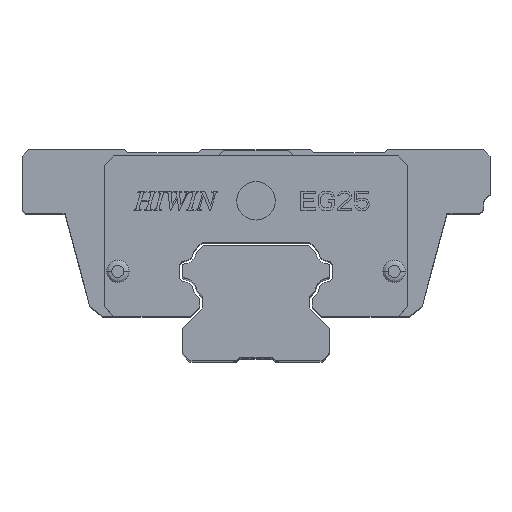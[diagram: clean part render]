
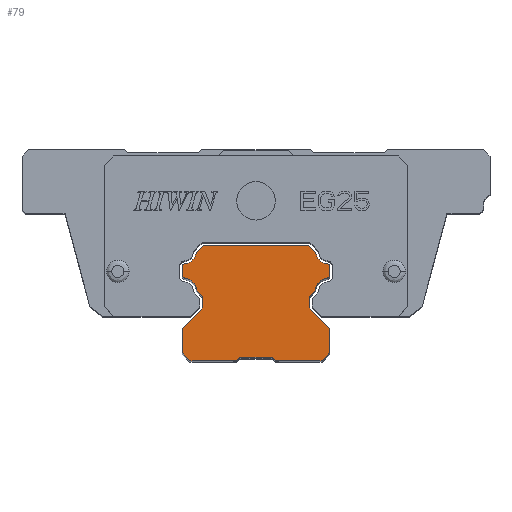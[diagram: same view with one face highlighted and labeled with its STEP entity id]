
A CAD part, top view. The second image highlights one B-rep face of the part: STEP entity #79.
In plain terms, the highlighted planar face has unit normal (0, 0, 1).
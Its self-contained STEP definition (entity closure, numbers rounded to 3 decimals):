
#79=ADVANCED_FACE('',(#579),#580,.T.);
#579=FACE_OUTER_BOUND('',#1566,.T.);
#580=PLANE('',#1567);
#1566=EDGE_LOOP('',(#3037,#3038,#3039,#3040,#3041,#3042,#3043,#3044,#3045,#3046,#3047,#3048,#3049,#3050,#3051,#3052,#3053,#3054,#3055,#3056,#3057,#3058,#3059,#3060,#3061,#3062,#3063,#3064));
#1567=AXIS2_PLACEMENT_3D('',#3065,#3066,#3067);
#3037=ORIENTED_EDGE('',*,*,#7174,.F.);
#3038=ORIENTED_EDGE('',*,*,#7171,.F.);
#3039=ORIENTED_EDGE('',*,*,#7162,.F.);
#3040=ORIENTED_EDGE('',*,*,#7159,.F.);
#3041=ORIENTED_EDGE('',*,*,#7156,.F.);
#3042=ORIENTED_EDGE('',*,*,#7154,.F.);
#3043=ORIENTED_EDGE('',*,*,#7150,.F.);
#3044=ORIENTED_EDGE('',*,*,#7133,.F.);
#3045=ORIENTED_EDGE('',*,*,#7148,.F.);
#3046=ORIENTED_EDGE('',*,*,#7145,.F.);
#3047=ORIENTED_EDGE('',*,*,#7142,.F.);
#3048=ORIENTED_EDGE('',*,*,#7139,.F.);
#3049=ORIENTED_EDGE('',*,*,#7203,.F.);
#3050=ORIENTED_EDGE('',*,*,#7204,.F.);
#3051=ORIENTED_EDGE('',*,*,#7205,.F.);
#3052=ORIENTED_EDGE('',*,*,#7206,.F.);
#3053=ORIENTED_EDGE('',*,*,#7207,.F.);
#3054=ORIENTED_EDGE('',*,*,#7208,.F.);
#3055=ORIENTED_EDGE('',*,*,#7209,.F.);
#3056=ORIENTED_EDGE('',*,*,#7210,.F.);
#3057=ORIENTED_EDGE('',*,*,#7211,.F.);
#3058=ORIENTED_EDGE('',*,*,#7190,.F.);
#3059=ORIENTED_EDGE('',*,*,#7188,.F.);
#3060=ORIENTED_EDGE('',*,*,#7185,.F.);
#3061=ORIENTED_EDGE('',*,*,#7182,.F.);
#3062=ORIENTED_EDGE('',*,*,#7180,.F.);
#3063=ORIENTED_EDGE('',*,*,#7176,.F.);
#3064=ORIENTED_EDGE('',*,*,#7128,.F.);
#3065=CARTESIAN_POINT('',(-36.5,15.0,60.0));
#3066=DIRECTION('',(0.0,0.0,1.0));
#3067=DIRECTION('',(1.0,0.0,0.0));
#7128=EDGE_CURVE('',#8589,#8591,#8592,.T.);
#7133=EDGE_CURVE('',#8599,#8601,#8602,.T.);
#7139=EDGE_CURVE('',#8611,#8613,#8614,.T.);
#7142=EDGE_CURVE('',#8613,#8618,#8619,.T.);
#7145=EDGE_CURVE('',#8618,#8623,#8624,.T.);
#7148=EDGE_CURVE('',#8623,#8599,#8627,.T.);
#7150=EDGE_CURVE('',#8601,#8630,#8631,.T.);
#7154=EDGE_CURVE('',#8630,#8634,#8637,.T.);
#7156=EDGE_CURVE('',#8634,#8640,#8641,.T.);
#7159=EDGE_CURVE('',#8640,#8645,#8646,.T.);
#7162=EDGE_CURVE('',#8645,#8650,#8651,.T.);
#7171=EDGE_CURVE('',#8650,#8667,#8668,.T.);
#7174=EDGE_CURVE('',#8667,#8589,#8671,.T.);
#7176=EDGE_CURVE('',#8591,#8674,#8675,.T.);
#7180=EDGE_CURVE('',#8674,#8678,#8681,.T.);
#7182=EDGE_CURVE('',#8678,#8684,#8685,.T.);
#7185=EDGE_CURVE('',#8684,#8689,#8690,.T.);
#7188=EDGE_CURVE('',#8689,#8694,#8695,.T.);
#7190=EDGE_CURVE('',#8694,#8697,#8698,.T.);
#7203=EDGE_CURVE('',#8719,#8611,#8721,.T.);
#7204=EDGE_CURVE('',#8722,#8719,#8723,.T.);
#7205=EDGE_CURVE('',#8724,#8722,#8725,.T.);
#7206=EDGE_CURVE('',#8726,#8724,#8727,.T.);
#7207=EDGE_CURVE('',#8728,#8726,#8729,.T.);
#7208=EDGE_CURVE('',#8730,#8728,#8731,.T.);
#7209=EDGE_CURVE('',#8732,#8730,#8733,.T.);
#7210=EDGE_CURVE('',#8734,#8732,#8735,.T.);
#7211=EDGE_CURVE('',#8697,#8734,#8736,.T.);
#8589=VERTEX_POINT('',#10891);
#8591=VERTEX_POINT('',#10894);
#8592=CIRCLE('',#10895,0.5);
#8599=VERTEX_POINT('',#10904);
#8601=VERTEX_POINT('',#10907);
#8602=CIRCLE('',#10908,0.5);
#8611=VERTEX_POINT('',#10920);
#8613=VERTEX_POINT('',#10923);
#8614=LINE('',#10924,#10925);
#8618=VERTEX_POINT('',#10931);
#8619=LINE('',#10932,#10933);
#8623=VERTEX_POINT('',#10939);
#8624=LINE('',#10940,#10941);
#8627=CIRCLE('',#10945,2.0);
#8630=VERTEX_POINT('',#10949);
#8631=LINE('',#10950,#10951);
#8634=VERTEX_POINT('',#10955);
#8637=CIRCLE('',#10959,0.5);
#8640=VERTEX_POINT('',#10962);
#8641=CIRCLE('',#10963,2.0);
#8645=VERTEX_POINT('',#10969);
#8646=LINE('',#10970,#10971);
#8650=VERTEX_POINT('',#10977);
#8651=LINE('',#10978,#10979);
#8667=VERTEX_POINT('',#10997);
#8668=LINE('',#10998,#10999);
#8671=CIRCLE('',#11003,2.0);
#8674=VERTEX_POINT('',#11007);
#8675=LINE('',#11008,#11009);
#8678=VERTEX_POINT('',#11013);
#8681=CIRCLE('',#11017,0.5);
#8684=VERTEX_POINT('',#11020);
#8685=CIRCLE('',#11021,2.0);
#8689=VERTEX_POINT('',#11027);
#8690=LINE('',#11028,#11029);
#8694=VERTEX_POINT('',#11035);
#8695=LINE('',#11036,#11037);
#8697=VERTEX_POINT('',#11040);
#8698=LINE('',#11041,#11042);
#8719=VERTEX_POINT('',#11074);
#8721=LINE('',#11077,#11078);
#8722=VERTEX_POINT('',#11079);
#8723=LINE('',#11080,#11081);
#8724=VERTEX_POINT('',#11082);
#8725=LINE('',#11083,#11084);
#8726=VERTEX_POINT('',#11085);
#8727=LINE('',#11086,#11087);
#8728=VERTEX_POINT('',#11088);
#8729=LINE('',#11089,#11090);
#8730=VERTEX_POINT('',#11091);
#8731=LINE('',#11092,#11093);
#8732=VERTEX_POINT('',#11094);
#8733=LINE('',#11095,#11096);
#8734=VERTEX_POINT('',#11097);
#8735=LINE('',#11098,#11099);
#8736=LINE('',#11100,#11101);
#10891=CARTESIAN_POINT('',(11.06,-2.868,60.0));
#10894=CARTESIAN_POINT('',(11.5,-3.365,60.0));
#10895=AXIS2_PLACEMENT_3D('',#14864,#14865,#14866);
#10904=CARTESIAN_POINT('',(-11.06,-5.15,60.0));
#10907=CARTESIAN_POINT('',(-11.5,-4.654,60.0));
#10908=AXIS2_PLACEMENT_3D('',#14873,#14874,#14875);
#10920=CARTESIAN_POINT('',(-11.5,-13.0,60.0));
#10923=CARTESIAN_POINT('',(-8.3,-9.8,60.0));
#10924=CARTESIAN_POINT('',(-11.5,-13.0,60.0));
#10925=VECTOR('',#14883,4.525);
#10931=CARTESIAN_POINT('',(-8.3,-8.0,60.0));
#10932=CARTESIAN_POINT('',(-8.3,-9.8,60.0));
#10933=VECTOR('',#14886,1.8);
#10939=CARTESIAN_POINT('',(-9.305,-6.995,60.0));
#10940=CARTESIAN_POINT('',(-8.3,-8.0,60.0));
#10941=VECTOR('',#14889,1.421);
#10945=AXIS2_PLACEMENT_3D('',#14894,#14895,#14896);
#10949=CARTESIAN_POINT('',(-11.5,-3.365,60.0));
#10950=CARTESIAN_POINT('',(-11.5,-4.654,60.0));
#10951=VECTOR('',#14898,1.289);
#10955=CARTESIAN_POINT('',(-11.06,-2.868,60.0));
#10959=AXIS2_PLACEMENT_3D('',#14904,#14905,#14906);
#10962=CARTESIAN_POINT('',(-9.314,-1.118,60.0));
#10963=AXIS2_PLACEMENT_3D('',#14910,#14911,#14912);
#10969=CARTESIAN_POINT('',(-8.196,0.0,60.0));
#10970=CARTESIAN_POINT('',(-9.314,-1.118,60.0));
#10971=VECTOR('',#14915,1.581);
#10977=CARTESIAN_POINT('',(8.196,0.0,60.0));
#10978=CARTESIAN_POINT('',(-8.196,0.0,60.0));
#10979=VECTOR('',#14918,16.392);
#10997=CARTESIAN_POINT('',(9.314,-1.118,60.0));
#10998=CARTESIAN_POINT('',(8.196,0.0,60.0));
#10999=VECTOR('',#14939,1.581);
#11003=AXIS2_PLACEMENT_3D('',#14944,#14945,#14946);
#11007=CARTESIAN_POINT('',(11.5,-4.654,60.0));
#11008=CARTESIAN_POINT('',(11.5,-3.365,60.0));
#11009=VECTOR('',#14948,1.289);
#11013=CARTESIAN_POINT('',(11.06,-5.15,60.0));
#11017=AXIS2_PLACEMENT_3D('',#14954,#14955,#14956);
#11020=CARTESIAN_POINT('',(9.305,-6.995,60.0));
#11021=AXIS2_PLACEMENT_3D('',#14960,#14961,#14962);
#11027=CARTESIAN_POINT('',(8.3,-8.0,60.0));
#11028=CARTESIAN_POINT('',(9.305,-6.995,60.0));
#11029=VECTOR('',#14965,1.421);
#11035=CARTESIAN_POINT('',(8.3,-9.8,60.0));
#11036=CARTESIAN_POINT('',(8.3,-8.0,60.0));
#11037=VECTOR('',#14968,1.8);
#11040=CARTESIAN_POINT('',(11.5,-13.0,60.0));
#11041=CARTESIAN_POINT('',(8.3,-9.8,60.0));
#11042=VECTOR('',#14970,4.525);
#11074=CARTESIAN_POINT('',(-11.5,-16.8,60.0));
#11077=CARTESIAN_POINT('',(-11.5,-16.8,60.0));
#11078=VECTOR('',#14983,3.8);
#11079=CARTESIAN_POINT('',(-10.3,-18.0,60.0));
#11080=CARTESIAN_POINT('',(-10.3,-18.0,60.0));
#11081=VECTOR('',#14984,1.697);
#11082=CARTESIAN_POINT('',(-3.0,-18.0,60.0));
#11083=CARTESIAN_POINT('',(-3.0,-18.0,60.0));
#11084=VECTOR('',#14985,7.3);
#11085=CARTESIAN_POINT('',(-2.5,-17.5,60.0));
#11086=CARTESIAN_POINT('',(-2.5,-17.5,60.0));
#11087=VECTOR('',#14986,0.707);
#11088=CARTESIAN_POINT('',(2.5,-17.5,60.0));
#11089=CARTESIAN_POINT('',(2.5,-17.5,60.0));
#11090=VECTOR('',#14987,5.0);
#11091=CARTESIAN_POINT('',(3.0,-18.0,60.0));
#11092=CARTESIAN_POINT('',(3.0,-18.0,60.0));
#11093=VECTOR('',#14988,0.707);
#11094=CARTESIAN_POINT('',(10.3,-18.0,60.0));
#11095=CARTESIAN_POINT('',(10.3,-18.0,60.0));
#11096=VECTOR('',#14989,7.3);
#11097=CARTESIAN_POINT('',(11.5,-16.8,60.0));
#11098=CARTESIAN_POINT('',(11.5,-16.8,60.0));
#11099=VECTOR('',#14990,1.697);
#11100=CARTESIAN_POINT('',(11.5,-13.0,60.0));
#11101=VECTOR('',#14991,3.8);
#14864=CARTESIAN_POINT('',(11.0,-3.365,60.0));
#14865=DIRECTION('',(0.0,0.0,-1.0));
#14866=DIRECTION('',(0.12,0.993,0.0));
#14873=CARTESIAN_POINT('',(-11.0,-4.654,60.0));
#14874=DIRECTION('',(-0.0,0.0,-1.0));
#14875=DIRECTION('',(-0.12,-0.993,0.0));
#14883=DIRECTION('',(0.707,0.707,0.0));
#14886=DIRECTION('',(0.0,1.0,0.0));
#14889=DIRECTION('',(-0.707,0.707,0.0));
#14894=CARTESIAN_POINT('',(-11.3,-7.136,60.0));
#14895=DIRECTION('',(0.0,-0.0,1.0));
#14896=DIRECTION('',(0.998,0.07,0.0));
#14898=DIRECTION('',(0.,1.0,0.0));
#14904=CARTESIAN_POINT('',(-11.0,-3.365,60.0));
#14905=DIRECTION('',(0.0,0.0,-1.0));
#14906=DIRECTION('',(-1.,0.,0.0));
#14910=CARTESIAN_POINT('',(-11.3,-0.883,60.0));
#14911=DIRECTION('',(0.0,0.0,1.0));
#14912=DIRECTION('',(0.12,-0.993,0.0));
#14915=DIRECTION('',(0.707,0.707,0.0));
#14918=DIRECTION('',(1.0,0.0,0.0));
#14939=DIRECTION('',(0.707,-0.707,0.0));
#14944=CARTESIAN_POINT('',(11.3,-0.883,60.0));
#14945=DIRECTION('',(0.0,0.0,1.0));
#14946=DIRECTION('',(-0.993,-0.118,0.0));
#14948=DIRECTION('',(0.,-1.0,0.0));
#14954=CARTESIAN_POINT('',(11.0,-4.654,60.0));
#14955=DIRECTION('',(0.0,0.0,-1.0));
#14956=DIRECTION('',(1.,0.,0.0));
#14960=CARTESIAN_POINT('',(11.3,-7.136,60.0));
#14961=DIRECTION('',(0.0,0.0,1.0));
#14962=DIRECTION('',(-0.12,0.993,0.0));
#14965=DIRECTION('',(-0.707,-0.707,0.0));
#14968=DIRECTION('',(0.0,-1.0,0.0));
#14970=DIRECTION('',(0.707,-0.707,0.0));
#14983=DIRECTION('',(0.0,1.0,0.0));
#14984=DIRECTION('',(-0.707,0.707,0.0));
#14985=DIRECTION('',(-1.0,0.0,0.0));
#14986=DIRECTION('',(-0.707,-0.707,0.));
#14987=DIRECTION('',(-1.0,0.0,0.0));
#14988=DIRECTION('',(-0.707,0.707,0.));
#14989=DIRECTION('',(-1.0,0.0,0.0));
#14990=DIRECTION('',(-0.707,-0.707,0.0));
#14991=DIRECTION('',(0.0,-1.0,0.0));
